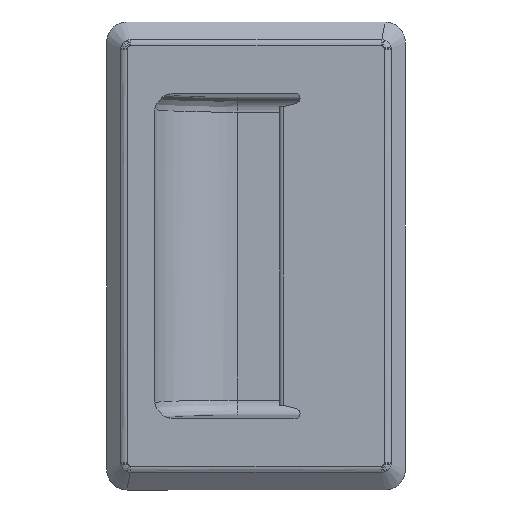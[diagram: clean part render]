
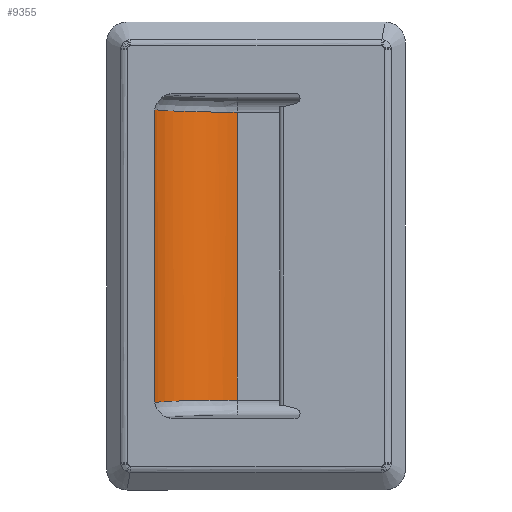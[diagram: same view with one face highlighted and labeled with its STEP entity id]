
A CAD part, top view. The second image highlights one B-rep face of the part: STEP entity #9355.
In plain terms, the highlighted cylindrical face has radius 26.58 mm (diameter 53.16 mm), a partial arc.
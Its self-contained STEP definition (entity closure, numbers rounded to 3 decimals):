
#195 = CARTESIAN_POINT ( 'NONE',  ( -37.5, -97., -24.5 ) ) ;
#1173 = CARTESIAN_POINT ( 'NONE',  ( -51.385, -90.945, -24.5 ) ) ;
#1490 = VERTEX_POINT ( 'NONE', #1817 ) ;
#1493 = EDGE_CURVE ( 'NONE', #4733, #1490, #8482, .T. ) ;
#1817 = CARTESIAN_POINT ( 'NONE',  ( -63.817, -5.06, -1.649 ) ) ;
#2940 = CARTESIAN_POINT ( 'NONE',  ( -37.5, -90.945, -24.5 ) ) ;
#3652 = CARTESIAN_POINT ( 'NONE',  ( -63.817, -5.06, -1.649 ) ) ;
#4733 = VERTEX_POINT ( 'NONE', #29042 ) ;
#4814 = ORIENTED_EDGE ( 'NONE', *, *, #25286, .T. ) ;
#5623 = ORIENTED_EDGE ( 'NONE', *, *, #13768, .F. ) ;
#5889 = ORIENTED_EDGE ( 'NONE', *, *, #1493, .F. ) ;
#7071 = DIRECTION ( 'NONE',  ( 1., 0., 0. ) ) ;
#7073 = VERTEX_POINT ( 'NONE', #20521 ) ;
#8379 = CARTESIAN_POINT ( 'NONE',  ( -51.385, -6.055, -24.5 ) ) ;
#8482 = LINE ( 'NONE', #10546, #25456 ) ;
#9218 = DIRECTION ( 'NONE',  ( 0., 1., 0. ) ) ;
#9355 = ADVANCED_FACE ( 'NONE', ( #11964 ), #27344, .F. ) ;
#9726 = ORIENTED_EDGE ( 'NONE', *, *, #16897, .F. ) ;
#10546 = CARTESIAN_POINT ( 'NONE',  ( -63.817, -97., -1.649 ) ) ;
#11141 = VERTEX_POINT ( 'NONE', #13876 ) ;
#11964 = FACE_OUTER_BOUND ( 'NONE', #12186, .T. ) ;
#12186 = EDGE_LOOP ( 'NONE', ( #5623, #4814, #9726, #5889 ) ) ;
#12567 = CARTESIAN_POINT ( 'NONE',  ( -63.817, -91.94, -1.649 ) ) ;
#13768 = EDGE_CURVE ( 'NONE', #7073, #4733, #16377, .T. ) ;
#13876 = CARTESIAN_POINT ( 'NONE',  ( -37.5, -6.055, -24.5 ) ) ;
#14302 =( BOUNDED_CURVE ( )  B_SPLINE_CURVE ( 3, ( #3652, #19640, #8379, #26431 ),
 .UNSPECIFIED., .F., .T. ) 
 B_SPLINE_CURVE_WITH_KNOTS ( ( 4, 4 ),
 ( 1.712, 3.142 ),
 .UNSPECIFIED. ) 
 CURVE ( )  GEOMETRIC_REPRESENTATION_ITEM ( )  RATIONAL_B_SPLINE_CURVE ( ( 1., 0.837, 0.837, 1. ) ) 
 REPRESENTATION_ITEM ( '' )  );
#16377 =( BOUNDED_CURVE ( )  B_SPLINE_CURVE ( 3, ( #2940, #1173, #28103, #12567 ),
 .UNSPECIFIED., .F., .T. ) 
 B_SPLINE_CURVE_WITH_KNOTS ( ( 4, 4 ),
 ( 0., 1.43 ),
 .UNSPECIFIED. ) 
 CURVE ( )  GEOMETRIC_REPRESENTATION_ITEM ( )  RATIONAL_B_SPLINE_CURVE ( ( 1., 0.837, 0.837, 1. ) ) 
 REPRESENTATION_ITEM ( '' )  );
#16557 = DIRECTION ( 'NONE',  ( 0., 1., 0. ) ) ;
#16897 = EDGE_CURVE ( 'NONE', #1490, #11141, #14302, .T. ) ;
#18783 = CARTESIAN_POINT ( 'NONE',  ( -37.5, -97., 2.08 ) ) ;
#19595 = DIRECTION ( 'NONE',  ( 0., 1., 0. ) ) ;
#19640 = CARTESIAN_POINT ( 'NONE',  ( -61.869, -5.659, -15.397 ) ) ;
#20521 = CARTESIAN_POINT ( 'NONE',  ( -37.5, -90.945, -24.5 ) ) ;
#22670 = VECTOR ( 'NONE', #9218, 1000. ) ;
#24236 = LINE ( 'NONE', #195, #22670 ) ;
#25286 = EDGE_CURVE ( 'NONE', #7073, #11141, #24236, .T. ) ;
#25456 = VECTOR ( 'NONE', #19595, 1000. ) ;
#26368 = AXIS2_PLACEMENT_3D ( 'NONE', #18783, #16557, #7071 ) ;
#26431 = CARTESIAN_POINT ( 'NONE',  ( -37.5, -6.055, -24.5 ) ) ;
#27344 = CYLINDRICAL_SURFACE ( 'NONE', #26368, 26.58 ) ;
#28103 = CARTESIAN_POINT ( 'NONE',  ( -61.869, -91.341, -15.397 ) ) ;
#29042 = CARTESIAN_POINT ( 'NONE',  ( -63.817, -91.94, -1.649 ) ) ;
